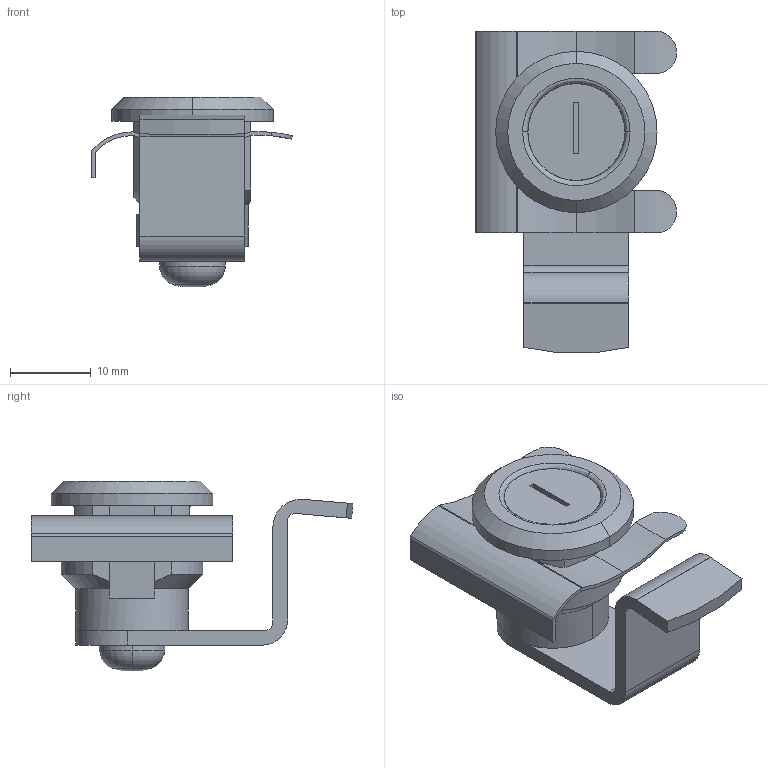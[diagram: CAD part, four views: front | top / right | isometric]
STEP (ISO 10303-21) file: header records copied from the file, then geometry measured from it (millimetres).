
FILE_DESCRIPTION (( 'STEP AP214' ), '1' );
FILE_NAME ('N1JLK.STEP', '2019-07-16T17:35:46', ( '' ), ( '' ), 'SwSTEP 2.0', 'SolidWorks 2018', '' );
FILE_SCHEMA (( 'AUTOMOTIVE_DESIGN' ));
Length unit declared in the file: inch
Products named in the file (1): N1JLK
Bounding box: 24.91 x 39.87 x 23.49 mm (x, y, z)
Volume: 4945 mm3; surface area: 4768.7 mm2
Topology: 1 solids, 1 shells, 120 faces, 313 edges, 204 vertices
Faces by surface type: plane 55, cylinder 52, cone 5, bspline 4, torus 4
Entity records: 5706 total; most frequent: CARTESIAN_POINT 1137, DIRECTION 630, ORIENTED_EDGE 626, EDGE_CURVE 313, AXIS2_PLACEMENT_3D 239, VERTEX_POINT 204, LINE 152, VECTOR 152
